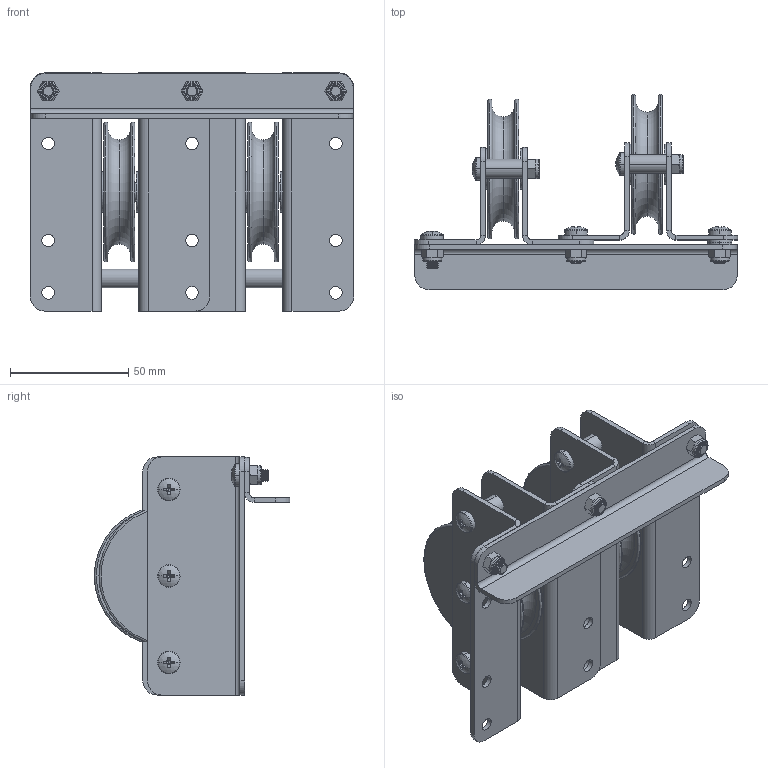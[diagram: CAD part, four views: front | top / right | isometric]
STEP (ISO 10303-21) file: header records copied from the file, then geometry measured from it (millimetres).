
FILE_DESCRIPTION (( 'STEP AP203' ), '1' );
FILE_NAME ('T63776.STEP', '2018-08-16T12:46:27', ( '' ), ( '' ), 'SwSTEP 2.0', 'SolidWorks 2016', '' );
FILE_SCHEMA (( 'CONFIG_CONTROL_DESIGN' ));
Length unit declared in the file: millimetre
Products named in the file (11): A Washer_Bright washer BS 4320 - M5 (Form A); SW3dPS-nyloc nut, st stl a2 iso_M5 NYLOC; TH2674; TH1105; TH2675; T63776; TH2676; Pan Head Cross Recess Screw_Doughty Fastners_ISO 7045 - M5 x 25 - Z --- 25S; TH2659; plain washer form b_doughty fastners - stainless_Bright washer BS 4320 - M8 (Form B); Pan Head Cross Recess Screw_Doughty Fastners_ISO 7045 - M5 x 12 - Z --- 12S
Assembly tree (25 placements, depth 3):
  T63776
    TH2674  x2
      TH1105
      TH2675
      TH2659
      Pan Head Cross Recess Screw_Doughty Fastners_ISO 7045 - M5 x 25 - Z --- 25S
      SW3dPS-nyloc nut, st stl a2 iso_M5 NYLOC
      plain washer form b_doughty fastners - stainless_Bright washer BS 4320 - M8 (Form B)
    TH2676
    Pan Head Cross Recess Screw_Doughty Fastners_ISO 7045 - M5 x 12 - Z --- 12S  x3
    A Washer_Bright washer BS 4320 - M5 (Form A)  x2
    SW3dPS-nyloc nut, st stl a2 iso_M5 NYLOC  x3
Bounding box: 136.4 x 82.5 x 100.5 mm (x, y, z)
Volume: 121634.4 mm3; surface area: 100002.2 mm2
Topology: 37 solids, 37 shells, 2159 faces, 5474 edges, 3393 vertices
Faces by surface type: cone 1056, cylinder 654, plane 335, torus 96, sphere 18
Entity records: 15521 total; most frequent: DIRECTION 2742, CARTESIAN_POINT 2480, ORIENTED_EDGE 2276, AXIS2_PLACEMENT_3D 1164, EDGE_CURVE 1138, VERTEX_POINT 710, CIRCLE 684, EDGE_LOOP 486
